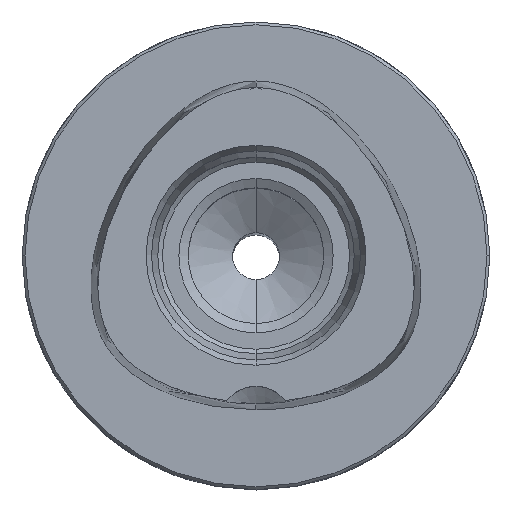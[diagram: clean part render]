
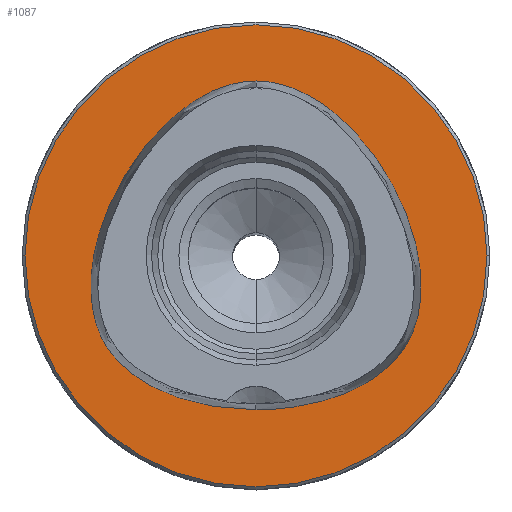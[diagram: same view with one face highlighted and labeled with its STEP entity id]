
A CAD part, top view. The second image highlights one B-rep face of the part: STEP entity #1087.
In plain terms, the highlighted planar face has unit normal (0, 0, 1).
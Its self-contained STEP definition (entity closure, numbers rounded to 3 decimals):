
#75=CARTESIAN_POINT('',(0.,18.695,0.));
#76=CARTESIAN_POINT('',(0.779,18.695,0.));
#77=CARTESIAN_POINT('',(2.309,18.51,0.));
#78=CARTESIAN_POINT('',(4.566,17.738,0.));
#79=CARTESIAN_POINT('',(6.643,16.6,0.));
#80=CARTESIAN_POINT('',(8.525,15.209,0.));
#81=CARTESIAN_POINT('',(10.229,13.63,0.));
#82=CARTESIAN_POINT('',(11.826,11.833,0.));
#83=CARTESIAN_POINT('',(13.332,9.783,0.));
#84=CARTESIAN_POINT('',(14.677,7.548,0.));
#85=CARTESIAN_POINT('',(15.815,5.186,0.));
#86=CARTESIAN_POINT('',(16.684,2.837,0.));
#87=CARTESIAN_POINT('',(17.289,0.539,0.));
#88=CARTESIAN_POINT('',(17.643,-1.776,0.));
#89=CARTESIAN_POINT('',(17.7,-4.156,0.));
#90=CARTESIAN_POINT('',(17.386,-6.491,0.));
#91=CARTESIAN_POINT('',(16.619,-8.737,0.));
#92=CARTESIAN_POINT('',(15.359,-10.708,0.));
#93=CARTESIAN_POINT('',(13.666,-12.372,0.));
#94=CARTESIAN_POINT('',(11.711,-13.698,0.));
#95=CARTESIAN_POINT('',(9.573,-14.732,0.));
#96=CARTESIAN_POINT('',(7.365,-15.491,0.));
#97=CARTESIAN_POINT('',(5.059,-16.033,0.));
#98=CARTESIAN_POINT('',(2.634,-16.371,0.));
#99=CARTESIAN_POINT('',(0.896,-16.455,0.));
#100=CARTESIAN_POINT('',(0.,-16.455,0.));
#139=CARTESIAN_POINT('',(0.,0.,0.));
#140=DIRECTION('',(0.,0.,1.));
#141=DIRECTION('',(1.,0.,0.));
#142=AXIS2_PLACEMENT_3D('',#139,#140,#141);
#147=CARTESIAN_POINT('',(0.,0.,0.));
#148=DIRECTION('',(0.,0.,1.));
#149=DIRECTION('',(-1.,0.,0.));
#150=AXIS2_PLACEMENT_3D('',#147,#148,#149);
#155=CARTESIAN_POINT('',(0.,-16.455,0.));
#156=CARTESIAN_POINT('',(-0.903,-16.455,0.));
#157=CARTESIAN_POINT('',(-2.658,-16.37,0.));
#158=CARTESIAN_POINT('',(-5.117,-16.023,0.));
#159=CARTESIAN_POINT('',(-7.453,-15.467,0.));
#160=CARTESIAN_POINT('',(-9.675,-14.69,0.));
#161=CARTESIAN_POINT('',(-11.803,-13.644,0.));
#162=CARTESIAN_POINT('',(-13.738,-12.313,0.));
#163=CARTESIAN_POINT('',(-15.416,-10.638,0.));
#164=CARTESIAN_POINT('',(-16.655,-8.659,0.));
#165=CARTESIAN_POINT('',(-17.403,-6.413,0.));
#166=CARTESIAN_POINT('',(-17.703,-4.078,0.));
#167=CARTESIAN_POINT('',(-17.635,-1.701,0.));
#168=CARTESIAN_POINT('',(-17.277,0.591,0.));
#169=CARTESIAN_POINT('',(-16.678,2.849,0.));
#170=CARTESIAN_POINT('',(-15.831,5.143,0.));
#171=CARTESIAN_POINT('',(-14.724,7.459,0.));
#172=CARTESIAN_POINT('',(-13.386,9.704,0.));
#173=CARTESIAN_POINT('',(-11.856,11.798,0.));
#174=CARTESIAN_POINT('',(-10.233,13.628,0.));
#175=CARTESIAN_POINT('',(-8.511,15.221,0.));
#176=CARTESIAN_POINT('',(-6.624,16.612,0.));
#177=CARTESIAN_POINT('',(-4.554,17.743,0.));
#178=CARTESIAN_POINT('',(-2.31,18.509,0.));
#179=CARTESIAN_POINT('',(-0.78,18.695,0.));
#180=CARTESIAN_POINT('',(0.,18.695,0.));
#882=CARTESIAN_POINT('',(24.7,0.,0.));
#883=CARTESIAN_POINT('',(-24.7,0.,0.));
#884=VERTEX_POINT('',#882);
#885=VERTEX_POINT('',#883);
#908=VERTEX_POINT('',#75);
#909=VERTEX_POINT('',#100);
#1071=CARTESIAN_POINT('',(0.,0.,0.));
#1072=DIRECTION('',(0.,0.,-1.));
#1073=DIRECTION('',(-1.,0.,0.));
#1074=AXIS2_PLACEMENT_3D('',#1071,#1072,#1073);
#1075=PLANE('',#1074);
#1077=ORIENTED_EDGE('',*,*,#1076,.F.);
#1079=ORIENTED_EDGE('',*,*,#1078,.F.);
#1080=EDGE_LOOP('',(#1077,#1079));
#1081=FACE_OUTER_BOUND('',#1080,.F.);
#1082=ORIENTED_EDGE('',*,*,#1058,.F.);
#1084=ORIENTED_EDGE('',*,*,#1083,.F.);
#1085=EDGE_LOOP('',(#1082,#1084));
#1086=FACE_BOUND('',#1085,.F.);
#101=B_SPLINE_CURVE_WITH_KNOTS('',3,(#75,#76,#77,#78,#79,#80,#81,#82,#83,#84,
#85,#86,#87,#88,#89,#90,#91,#92,#93,#94,#95,#96,#97,#98,#99,#100),.UNSPECIFIED.,
.F.,.F.,(4,1,1,1,1,1,1,1,1,1,1,1,1,1,1,1,1,1,1,1,1,1,1,4),(0.,
0.043,0.087,0.13,0.174,
0.217,0.261,0.304,0.348,
0.391,0.435,0.478,0.522,
0.565,0.609,0.652,0.696,
0.739,0.783,0.826,0.87,
0.913,0.957,1.),.UNSPECIFIED.);
#143=CIRCLE('',#142,24.7);
#151=CIRCLE('',#150,24.7);
#181=B_SPLINE_CURVE_WITH_KNOTS('',3,(#155,#156,#157,#158,#159,#160,#161,#162,
#163,#164,#165,#166,#167,#168,#169,#170,#171,#172,#173,#174,#175,#176,#177,#178,
#179,#180),.UNSPECIFIED.,.F.,.F.,(4,1,1,1,1,1,1,1,1,1,1,1,1,1,1,1,1,1,1,1,1,1,1,
4),(0.,0.043,0.087,0.13,
0.174,0.217,0.261,0.304,
0.348,0.391,0.435,0.478,
0.522,0.565,0.609,0.652,
0.696,0.739,0.783,0.826,
0.87,0.913,0.957,1.),.UNSPECIFIED.);
#1058=EDGE_CURVE('',#908,#909,#101,.T.);
#1076=EDGE_CURVE('',#884,#885,#143,.T.);
#1078=EDGE_CURVE('',#885,#884,#151,.T.);
#1083=EDGE_CURVE('',#909,#908,#181,.T.);
#1087=ADVANCED_FACE('',(#1081,#1086),#1075,.F.);
